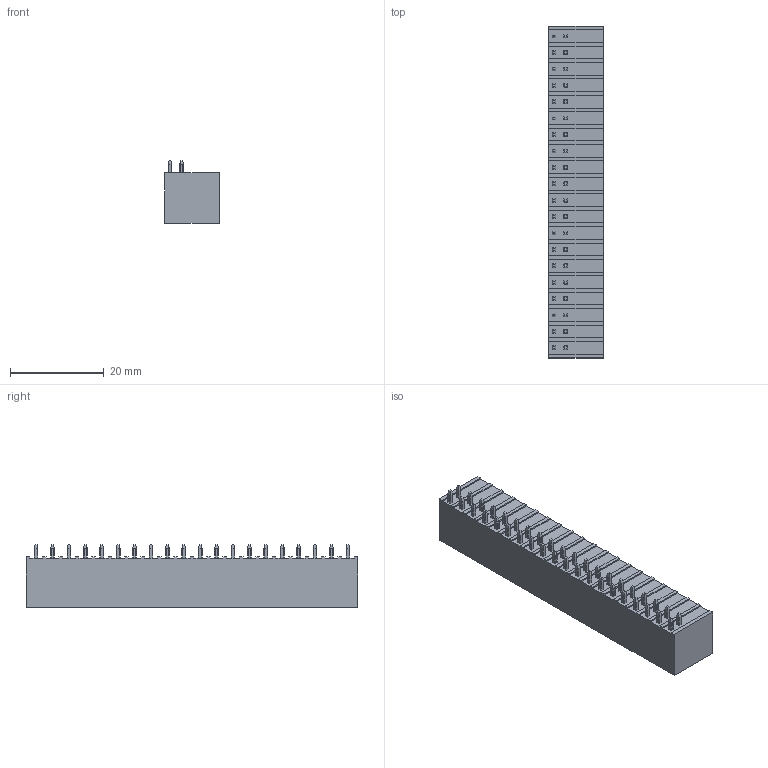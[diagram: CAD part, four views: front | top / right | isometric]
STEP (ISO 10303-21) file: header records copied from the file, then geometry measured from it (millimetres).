
FILE_DESCRIPTION((''),'2;1');
FILE_NAME('PRT0007','2024-11-18T09:56:55',('tluser'),(''),'CREO PARAMETRIC BY PTC INC, 2018100','CREO PARAMETRIC BY PTC INC, 2018100','');
FILE_SCHEMA(('CONFIG_CONTROL_DESIGN'));
Products named in the file (1): PRT0007
Bounding box: 11.6 x 70.8 x 13.4 mm (x, y, z)
Volume: 5967.3 mm3; surface area: 6632.9 mm2
Topology: 1 solids, 1 shells, 1811 faces, 5184 edges, 3456 vertices
Faces by surface type: plane 1199, cylinder 472, extrusion 140
Entity records: 60602 total; most frequent: CARTESIAN_POINT 14073, ORIENTED_EDGE 10368, DIRECTION 8570, EDGE_CURVE 5184, VECTOR 3780, LINE 3640, VERTEX_POINT 3456, AXIS2_PLACEMENT_3D 2395
